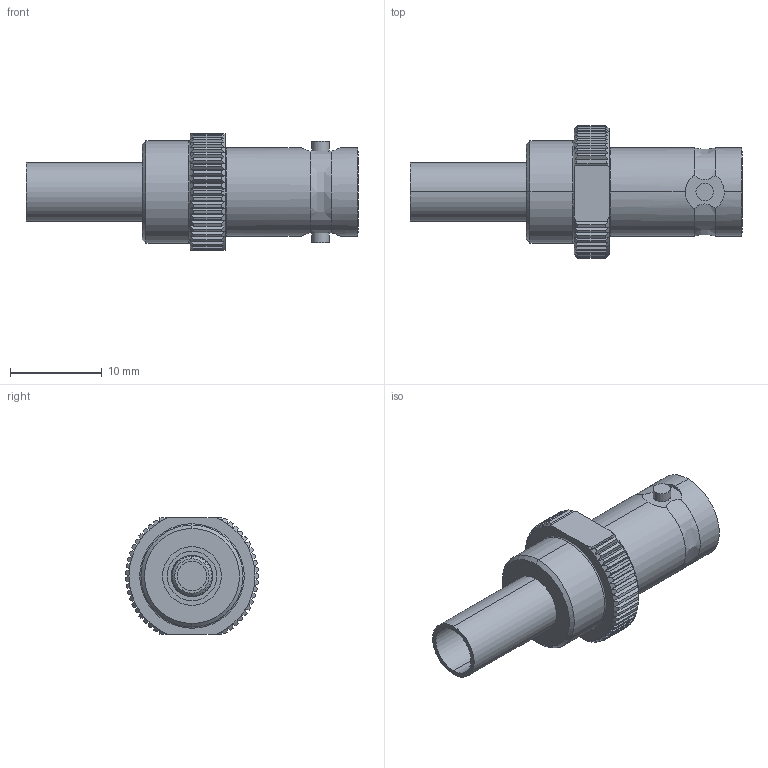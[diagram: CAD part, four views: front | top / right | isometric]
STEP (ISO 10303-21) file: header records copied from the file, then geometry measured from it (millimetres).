
FILE_DESCRIPTION (( 'STEP AP214' ), '1' );
FILE_NAME ('FMCN1572_3D.STEP', '2021-09-23T16:44:51', ( '' ), ( '' ), 'SwSTEP 2.0', 'SolidWorks 2021', '' );
FILE_SCHEMA (( 'AUTOMOTIVE_DESIGN' ));
Length unit declared in the file: inch
Products named in the file (3): FMCN1572_3D; FMCN1572; FMCN1572_FERRULE
Assembly tree (2 placements, depth 2):
  FMCN1572_3D
    FMCN1572
    FMCN1572_FERRULE
Bounding box: 36.2 x 14.5 x 12.7 mm (x, y, z)
Volume: 1885.9 mm3; surface area: 2341.1 mm2
Topology: 3 solids, 3 shells, 1636 faces, 3626 edges, 2004 vertices
Faces by surface type: bspline 1126, cylinder 295, plane 196, cone 19
Entity records: 54297 total; most frequent: CARTESIAN_POINT 30844, ORIENTED_EDGE 7252, EDGE_CURVE 3626, VERTEX_POINT 2004, DIRECTION 1846, EDGE_LOOP 1648, FACE_OUTER_BOUND 1636, ADVANCED_FACE 1636
